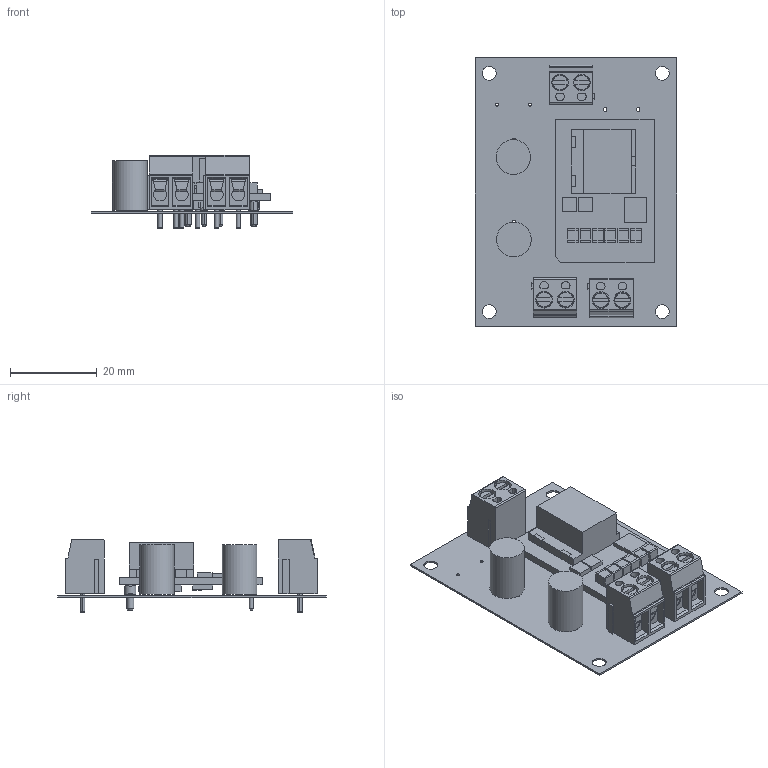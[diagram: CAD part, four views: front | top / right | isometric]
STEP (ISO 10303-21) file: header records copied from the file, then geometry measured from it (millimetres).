
FILE_DESCRIPTION(('Open CASCADE Model'),'2;1');
FILE_NAME('Open CASCADE Shape Model','2021-04-23T16:44:14',('Author'),( 'Open CASCADE'),'Open CASCADE STEP processor 6.8','Open CASCADE 6.8' ,'Unknown');
FILE_SCHEMA(('AUTOMOTIVE_DESIGN { 1 0 10303 214 1 1 1 1 }'));
Length unit declared in the file: millimetre
Products named in the file (1): PCB
Bounding box: 46.48 x 61.98 x 16.9 mm (x, y, z)
Volume: 2319.1 mm3; surface area: 12118.1 mm2
Topology: 3 solids, 469 shells, 737 faces, 2989 edges, 2736 vertices
Faces by surface type: plane 497, cylinder 172, torus 42, cone 26
Full cylindrical faces by diameter (mm): 0.7 x6, 0.85 x2, 1.22 x5, 1.3 x6, 1.77 x2, 3.2 x4, 8 x2
Entity records: 35430 total; most frequent: CARTESIAN_POINT 7303, DIRECTION 4963, ORIENTED_EDGE 3706, EDGE_CURVE 2989, VERTEX_POINT 2736, LINE 2139, VECTOR 2139, AXIS2_PLACEMENT_3D 1412
